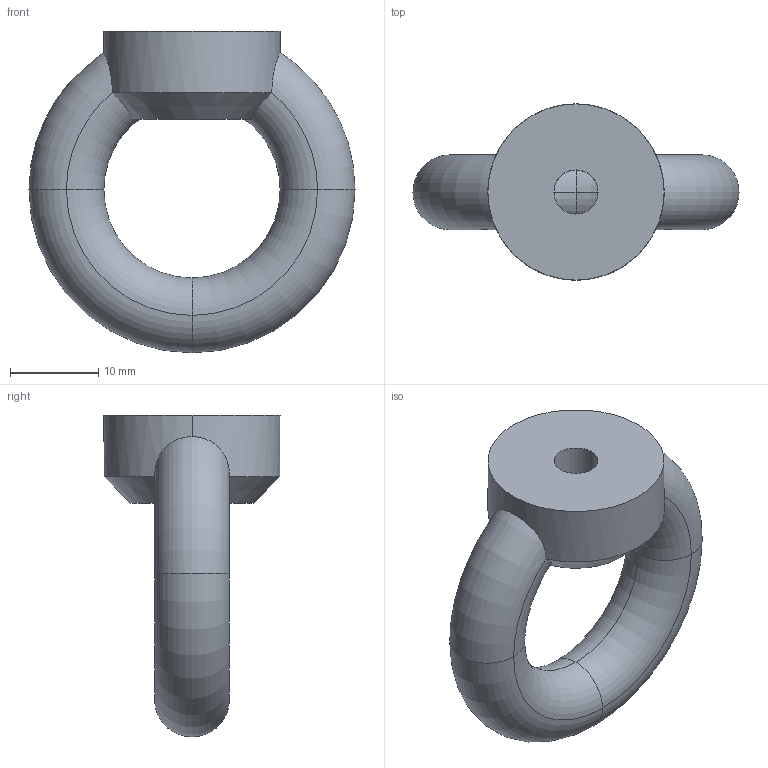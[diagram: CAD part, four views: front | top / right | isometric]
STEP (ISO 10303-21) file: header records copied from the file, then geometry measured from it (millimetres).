
FILE_DESCRIPTION (( 'STEP AP203' ), '1' );
FILE_NAME ('T42000.STEP', '2018-07-23T16:04:51', ( '' ), ( '' ), 'SwSTEP 2.0', 'SolidWorks 2016', '' );
FILE_SCHEMA (( 'CONFIG_CONTROL_DESIGN' ));
Length unit declared in the file: millimetre
Products named in the file (1): T42000
Bounding box: 37 x 20 x 36.5 mm (x, y, z)
Volume: 6673.4 mm3; surface area: 3032.9 mm2
Topology: 1 solids, 1 shells, 20 faces, 51 edges, 31 vertices
Faces by surface type: torus 12, cylinder 4, plane 2, cone 2
Entity records: 825 total; most frequent: CARTESIAN_POINT 261, DIRECTION 108, ORIENTED_EDGE 102, AXIS2_PLACEMENT_3D 52, EDGE_CURVE 51, VERTEX_POINT 31, CIRCLE 31, EDGE_LOOP 22
